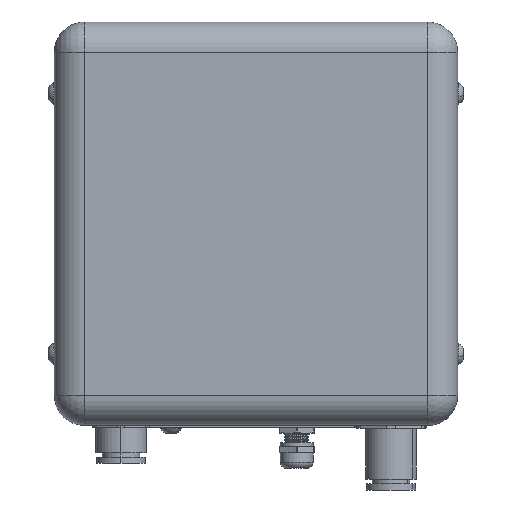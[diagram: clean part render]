
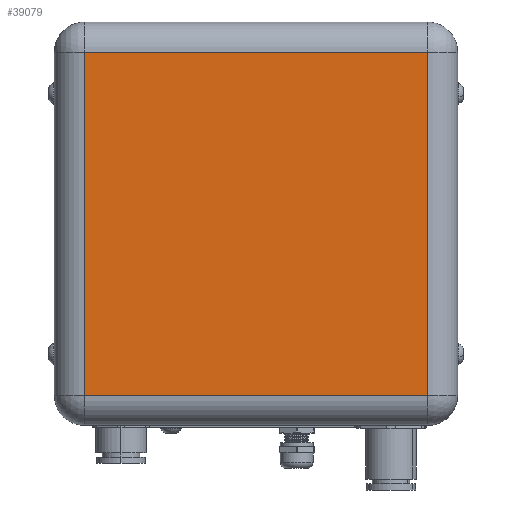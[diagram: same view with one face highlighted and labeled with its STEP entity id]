
A CAD part, front view. The second image highlights one B-rep face of the part: STEP entity #39079.
In plain terms, the highlighted planar face has unit normal (0, -1, 0).
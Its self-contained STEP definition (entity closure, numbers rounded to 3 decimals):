
#2793 = CARTESIAN_POINT ( 'NONE',  ( 41.627, -8.106, 220.983 ) ) ;
#3960 = DIRECTION ( 'NONE',  ( 0., 0., 1. ) ) ;
#7723 = LINE ( 'NONE', #46030, #77994 ) ;
#10065 = AXIS2_PLACEMENT_3D ( 'NONE', #78350, #10456, #64617 ) ;
#10456 = DIRECTION ( 'NONE',  ( 0., -1., 0. ) ) ;
#11039 = PLANE ( 'NONE',  #10065 ) ;
#14021 = DIRECTION ( 'NONE',  ( 0., 0., -1. ) ) ;
#14888 = FACE_OUTER_BOUND ( 'NONE', #87725, .T. ) ;
#15098 = ORIENTED_EDGE ( 'NONE', *, *, #16744, .T. ) ;
#15341 = LINE ( 'NONE', #2793, #60064 ) ;
#15435 = ORIENTED_EDGE ( 'NONE', *, *, #67810, .T. ) ;
#16744 = EDGE_CURVE ( 'NONE', #73156, #68053, #7723, .T. ) ;
#16941 = CARTESIAN_POINT ( 'NONE',  ( 41.627, -8.106, 103.457 ) ) ;
#22419 = ORIENTED_EDGE ( 'NONE', *, *, #28910, .T. ) ;
#26012 = DIRECTION ( 'NONE',  ( 1., 0., 0. ) ) ;
#26575 = CARTESIAN_POINT ( 'NONE',  ( -75.899, -8.106, 211.509 ) ) ;
#28910 = EDGE_CURVE ( 'NONE', #45778, #75433, #70476, .T. ) ;
#35404 = CARTESIAN_POINT ( 'NONE',  ( -66.425, -8.106, 220.983 ) ) ;
#38242 = VECTOR ( 'NONE', #14021, 1000. ) ;
#39079 = ADVANCED_FACE ( 'NONE', ( #14888 ), #11039, .T. ) ;
#43826 = VECTOR ( 'NONE', #54044, 1000. ) ;
#45778 = VERTEX_POINT ( 'NONE', #86176 ) ;
#46030 = CARTESIAN_POINT ( 'NONE',  ( -75.899, -8.106, 103.457 ) ) ;
#47839 = LINE ( 'NONE', #35404, #38242 ) ;
#49641 = ORIENTED_EDGE ( 'NONE', *, *, #50216, .T. ) ;
#50216 = EDGE_CURVE ( 'NONE', #68053, #45778, #15341, .T. ) ;
#54044 = DIRECTION ( 'NONE',  ( -1., 0., 0. ) ) ;
#58461 = CARTESIAN_POINT ( 'NONE',  ( -66.425, -8.106, 103.457 ) ) ;
#60064 = VECTOR ( 'NONE', #3960, 1000. ) ;
#63840 = CARTESIAN_POINT ( 'NONE',  ( -66.425, -8.106, 211.509 ) ) ;
#64617 = DIRECTION ( 'NONE',  ( 0., 0., -1. ) ) ;
#67810 = EDGE_CURVE ( 'NONE', #75433, #73156, #47839, .T. ) ;
#68053 = VERTEX_POINT ( 'NONE', #16941 ) ;
#70476 = LINE ( 'NONE', #26575, #43826 ) ;
#73156 = VERTEX_POINT ( 'NONE', #58461 ) ;
#75433 = VERTEX_POINT ( 'NONE', #63840 ) ;
#77994 = VECTOR ( 'NONE', #26012, 1000. ) ;
#78350 = CARTESIAN_POINT ( 'NONE',  ( -75.899, -8.106, 220.983 ) ) ;
#86176 = CARTESIAN_POINT ( 'NONE',  ( 41.627, -8.106, 211.509 ) ) ;
#87725 = EDGE_LOOP ( 'NONE', ( #15098, #49641, #22419, #15435 ) ) ;
